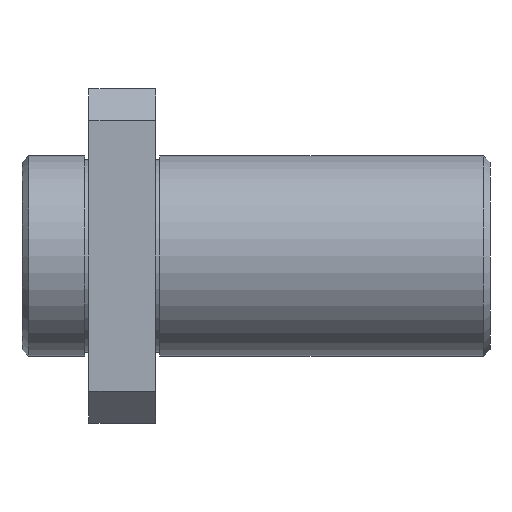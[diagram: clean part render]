
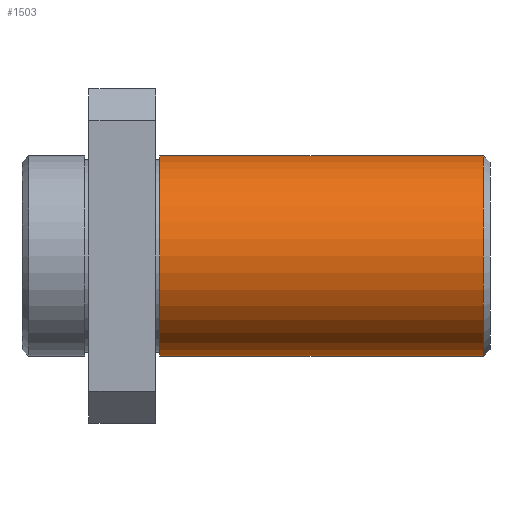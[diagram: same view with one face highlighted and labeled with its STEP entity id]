
A CAD part, front view. The second image highlights one B-rep face of the part: STEP entity #1503.
In plain terms, the highlighted cylindrical face has radius 7.5 mm (diameter 15 mm), a partial arc.
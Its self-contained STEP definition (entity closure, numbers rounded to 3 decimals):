
#30 = CARTESIAN_POINT ( 'NONE',  ( -5., 0., 7.5 ) ) ;
#31 = DIRECTION ( 'NONE',  ( 1., 0., 0. ) ) ;
#34 = CARTESIAN_POINT ( 'NONE',  ( -5., 0., -7.5 ) ) ;
#35 = DIRECTION ( 'NONE',  ( 1., 0., 0. ) ) ;
#174 = CARTESIAN_POINT ( 'NONE',  ( -5., 0., 0. ) ) ;
#177 = DIRECTION ( 'NONE',  ( 1., 0., 0. ) ) ;
#178 = DIRECTION ( 'NONE',  ( 0., 0., -1. ) ) ;
#267 = CARTESIAN_POINT ( 'NONE',  ( 29.5, 0., 7.5 ) ) ;
#269 = CARTESIAN_POINT ( 'NONE',  ( 5.3, 0., -7.5 ) ) ;
#309 = VECTOR ( 'NONE', #35, 1000. ) ;
#310 = LINE ( 'NONE', #34, #309 ) ;
#320 = LINE ( 'NONE', #30, #324 ) ;
#324 = VECTOR ( 'NONE', #31, 1000. ) ;
#339 = AXIS2_PLACEMENT_3D ( 'NONE', #429, #538, #759 ) ;
#349 = AXIS2_PLACEMENT_3D ( 'NONE', #174, #177, #178 ) ;
#368 = AXIS2_PLACEMENT_3D ( 'NONE', #436, #434, #431 ) ;
#429 = CARTESIAN_POINT ( 'NONE',  ( 5.3, 0., 0. ) ) ;
#431 = DIRECTION ( 'NONE',  ( 0., 0., -1. ) ) ;
#434 = DIRECTION ( 'NONE',  ( -1., 0., 0. ) ) ;
#436 = CARTESIAN_POINT ( 'NONE',  ( 29.5, 0., 0. ) ) ;
#538 = DIRECTION ( 'NONE',  ( -1., 0., 0. ) ) ;
#552 = CARTESIAN_POINT ( 'NONE',  ( 5.3, 0., 7.5 ) ) ;
#630 = VERTEX_POINT ( 'NONE', #552 ) ;
#671 = VERTEX_POINT ( 'NONE', #749 ) ;
#749 = CARTESIAN_POINT ( 'NONE',  ( 29.5, 0., -7.5 ) ) ;
#759 = DIRECTION ( 'NONE',  ( 0., 0., 1. ) ) ;
#939 = ORIENTED_EDGE ( 'NONE', *, *, #1189, .T. ) ;
#942 = ORIENTED_EDGE ( 'NONE', *, *, #1221, .T. ) ;
#944 = ORIENTED_EDGE ( 'NONE', *, *, #1196, .F. ) ;
#946 = ORIENTED_EDGE ( 'NONE', *, *, #1219, .F. ) ;
#1078 = CIRCLE ( 'NONE', #339, 7.5 ) ;
#1100 = CIRCLE ( 'NONE', #368, 7.5 ) ;
#1189 = EDGE_CURVE ( 'NONE', #671, #1537, #1100, .T. ) ;
#1196 = EDGE_CURVE ( 'NONE', #1536, #630, #1078, .T. ) ;
#1219 = EDGE_CURVE ( 'NONE', #630, #1537, #320, .T. ) ;
#1221 = EDGE_CURVE ( 'NONE', #1536, #671, #310, .T. ) ;
#1277 = EDGE_LOOP ( 'NONE', ( #946, #944, #942, #939 ) ) ;
#1503 = ADVANCED_FACE ( 'NONE', ( #1548 ), #1551, .T. ) ;
#1536 = VERTEX_POINT ( 'NONE', #269 ) ;
#1537 = VERTEX_POINT ( 'NONE', #267 ) ;
#1548 = FACE_OUTER_BOUND ( 'NONE', #1277, .T. ) ;
#1551 = CYLINDRICAL_SURFACE ( 'NONE', #349, 7.5 ) ;
